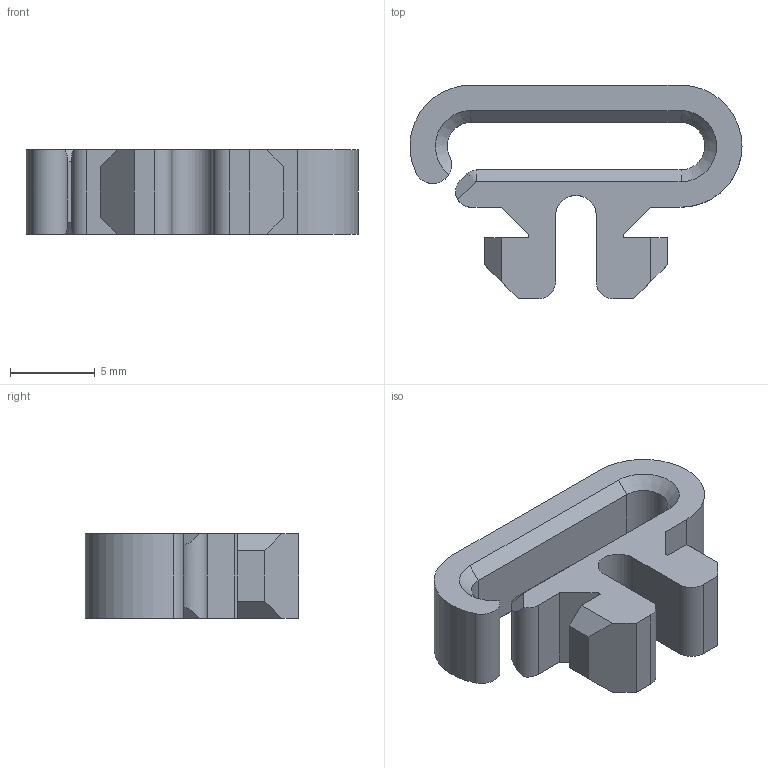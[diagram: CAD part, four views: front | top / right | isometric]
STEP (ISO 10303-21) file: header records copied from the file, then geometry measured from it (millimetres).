
FILE_DESCRIPTION(/* description */ (''),/* implementation_level */ '2;1');
FILE_NAME(/* name */ 'cable_clip_lcd.step',/* time_stamp */ '2017-11-20T17:15:10+01:00',/* author */ ('gregsaun'),/* organization */ (''),/* preprocessor_version */ 'ST-DEVELOPER v16.13',/* originating_system */ 'Autodesk Translation Framework v6.5.0.72',/* authorisation */ '');
FILE_SCHEMA (('AUTOMOTIVE_DESIGN { 1 0 10303 214 3 1 1 }'));
Length unit declared in the file: millimetre
Products named in the file (1): cable_clip_lcd
Bounding box: 19.6 x 12.6 x 5 mm (x, y, z)
Volume: 575.7 mm3; surface area: 749.6 mm2
Topology: 1 solids, 1 shells, 48 faces, 128 edges, 82 vertices
Faces by surface type: plane 32, cylinder 10, cone 6
Entity records: 1530 total; most frequent: CARTESIAN_POINT 273, ORIENTED_EDGE 256, DIRECTION 252, EDGE_CURVE 128, LINE 98, VECTOR 98, VERTEX_POINT 82, AXIS2_PLACEMENT_3D 77
